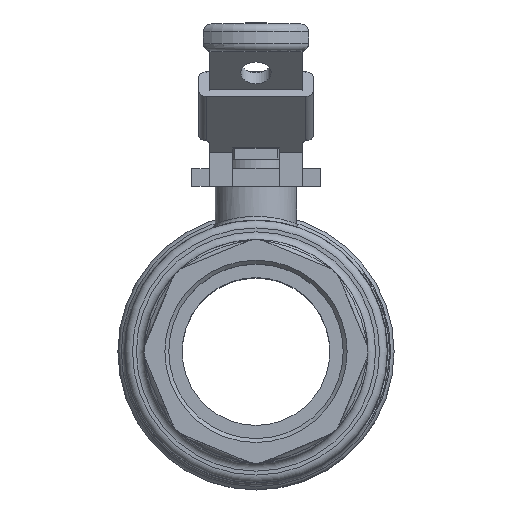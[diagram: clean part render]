
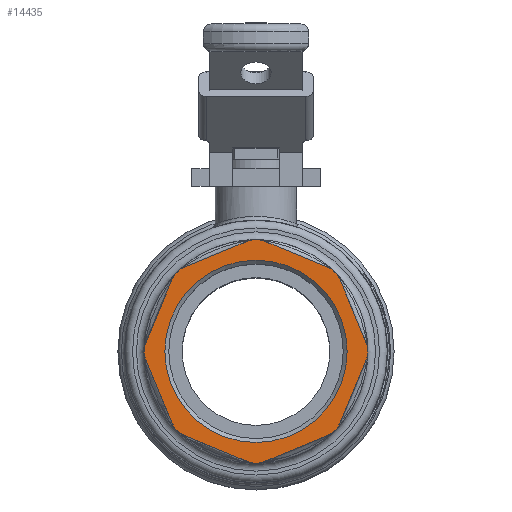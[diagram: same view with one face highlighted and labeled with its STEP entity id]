
A CAD part, top view. The second image highlights one B-rep face of the part: STEP entity #14435.
In plain terms, the highlighted planar face has unit normal (0, 0, 1).
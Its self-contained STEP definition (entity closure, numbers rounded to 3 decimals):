
#442=FACE_BOUND('',#4782,.T.);
#1354=PLANE('',#15365);
#1826=LINE('',#19754,#2917);
#1827=LINE('',#19758,#2918);
#1828=LINE('',#19762,#2919);
#1829=LINE('',#19766,#2920);
#1830=LINE('',#19770,#2921);
#1831=LINE('',#19774,#2922);
#1832=LINE('',#19778,#2923);
#1833=LINE('',#19782,#2924);
#2917=VECTOR('',#16437,10.);
#2918=VECTOR('',#16440,10.);
#2919=VECTOR('',#16443,10.);
#2920=VECTOR('',#16446,10.);
#2921=VECTOR('',#16449,10.);
#2922=VECTOR('',#16452,10.);
#2923=VECTOR('',#16455,10.);
#2924=VECTOR('',#16458,10.);
#3958=FACE_OUTER_BOUND('',#4781,.T.);
#4781=EDGE_LOOP('',(#9998,#9999,#10000,#10001,#10002,#10003,#10004,#10005,
#10006,#10007,#10008,#10009,#10010,#10011,#10012,#10013));
#4782=EDGE_LOOP('',(#10014));
#5628=CIRCLE('',#15359,23.423);
#5633=CIRCLE('',#15366,6.);
#5634=CIRCLE('',#15367,6.);
#5635=CIRCLE('',#15368,6.);
#5636=CIRCLE('',#15369,6.);
#5637=CIRCLE('',#15370,6.);
#5638=CIRCLE('',#15371,6.);
#5639=CIRCLE('',#15372,6.);
#5640=CIRCLE('',#15373,6.);
#6138=VERTEX_POINT('',#19738);
#6143=VERTEX_POINT('',#19752);
#6144=VERTEX_POINT('',#19753);
#6145=VERTEX_POINT('',#19755);
#6146=VERTEX_POINT('',#19757);
#6147=VERTEX_POINT('',#19759);
#6148=VERTEX_POINT('',#19761);
#6149=VERTEX_POINT('',#19763);
#6150=VERTEX_POINT('',#19765);
#6151=VERTEX_POINT('',#19767);
#6152=VERTEX_POINT('',#19769);
#6153=VERTEX_POINT('',#19771);
#6154=VERTEX_POINT('',#19773);
#6155=VERTEX_POINT('',#19775);
#6156=VERTEX_POINT('',#19777);
#6157=VERTEX_POINT('',#19779);
#6158=VERTEX_POINT('',#19781);
#7623=EDGE_CURVE('',#6138,#6138,#5628,.T.);
#7630=EDGE_CURVE('',#6143,#6144,#1826,.T.);
#7631=EDGE_CURVE('',#6144,#6145,#5633,.T.);
#7632=EDGE_CURVE('',#6145,#6146,#1827,.T.);
#7633=EDGE_CURVE('',#6146,#6147,#5634,.T.);
#7634=EDGE_CURVE('',#6147,#6148,#1828,.T.);
#7635=EDGE_CURVE('',#6148,#6149,#5635,.T.);
#7636=EDGE_CURVE('',#6149,#6150,#1829,.T.);
#7637=EDGE_CURVE('',#6150,#6151,#5636,.T.);
#7638=EDGE_CURVE('',#6151,#6152,#1830,.T.);
#7639=EDGE_CURVE('',#6152,#6153,#5637,.T.);
#7640=EDGE_CURVE('',#6153,#6154,#1831,.T.);
#7641=EDGE_CURVE('',#6154,#6155,#5638,.T.);
#7642=EDGE_CURVE('',#6155,#6156,#1832,.T.);
#7643=EDGE_CURVE('',#6156,#6157,#5639,.T.);
#7644=EDGE_CURVE('',#6157,#6158,#1833,.T.);
#7645=EDGE_CURVE('',#6158,#6143,#5640,.T.);
#9998=ORIENTED_EDGE('',*,*,#7630,.T.);
#9999=ORIENTED_EDGE('',*,*,#7631,.T.);
#10000=ORIENTED_EDGE('',*,*,#7632,.T.);
#10001=ORIENTED_EDGE('',*,*,#7633,.T.);
#10002=ORIENTED_EDGE('',*,*,#7634,.T.);
#10003=ORIENTED_EDGE('',*,*,#7635,.T.);
#10004=ORIENTED_EDGE('',*,*,#7636,.T.);
#10005=ORIENTED_EDGE('',*,*,#7637,.T.);
#10006=ORIENTED_EDGE('',*,*,#7638,.T.);
#10007=ORIENTED_EDGE('',*,*,#7639,.T.);
#10008=ORIENTED_EDGE('',*,*,#7640,.T.);
#10009=ORIENTED_EDGE('',*,*,#7641,.T.);
#10010=ORIENTED_EDGE('',*,*,#7642,.T.);
#10011=ORIENTED_EDGE('',*,*,#7643,.T.);
#10012=ORIENTED_EDGE('',*,*,#7644,.T.);
#10013=ORIENTED_EDGE('',*,*,#7645,.T.);
#10014=ORIENTED_EDGE('',*,*,#7623,.F.);
#14435=ADVANCED_FACE('',(#3958,#442),#1354,.T.);
#15359=AXIS2_PLACEMENT_3D('',#19739,#16421,#16422);
#15365=AXIS2_PLACEMENT_3D('',#19751,#16435,#16436);
#15366=AXIS2_PLACEMENT_3D('',#19756,#16438,#16439);
#15367=AXIS2_PLACEMENT_3D('',#19760,#16441,#16442);
#15368=AXIS2_PLACEMENT_3D('',#19764,#16444,#16445);
#15369=AXIS2_PLACEMENT_3D('',#19768,#16447,#16448);
#15370=AXIS2_PLACEMENT_3D('',#19772,#16450,#16451);
#15371=AXIS2_PLACEMENT_3D('',#19776,#16453,#16454);
#15372=AXIS2_PLACEMENT_3D('',#19780,#16456,#16457);
#15373=AXIS2_PLACEMENT_3D('',#19783,#16459,#16460);
#16421=DIRECTION('center_axis',(0.,0.,1.));
#16422=DIRECTION('ref_axis',(-1.,0.,0.));
#16435=DIRECTION('center_axis',(0.,0.,1.));
#16436=DIRECTION('ref_axis',(1.,0.,0.));
#16437=DIRECTION('',(-0.924,-0.383,0.));
#16438=DIRECTION('center_axis',(0.,0.,1.));
#16439=DIRECTION('ref_axis',(-0.383,0.924,0.));
#16440=DIRECTION('',(-0.383,-0.924,0.));
#16441=DIRECTION('center_axis',(0.,0.,1.));
#16442=DIRECTION('ref_axis',(-0.924,0.383,0.));
#16443=DIRECTION('',(0.383,-0.924,0.));
#16444=DIRECTION('center_axis',(0.,0.,1.));
#16445=DIRECTION('ref_axis',(-0.924,-0.383,0.));
#16446=DIRECTION('',(0.924,-0.383,0.));
#16447=DIRECTION('center_axis',(0.,0.,1.));
#16448=DIRECTION('ref_axis',(-0.383,-0.924,0.));
#16449=DIRECTION('',(0.924,0.383,0.));
#16450=DIRECTION('center_axis',(0.,0.,1.));
#16451=DIRECTION('ref_axis',(0.383,-0.924,0.));
#16452=DIRECTION('',(0.383,0.924,0.));
#16453=DIRECTION('center_axis',(0.,0.,1.));
#16454=DIRECTION('ref_axis',(0.924,-0.383,0.));
#16455=DIRECTION('',(-0.383,0.924,0.));
#16456=DIRECTION('center_axis',(0.,0.,1.));
#16457=DIRECTION('ref_axis',(0.924,0.383,0.));
#16458=DIRECTION('',(-0.924,0.383,0.));
#16459=DIRECTION('center_axis',(0.,0.,1.));
#16460=DIRECTION('ref_axis',(0.383,0.924,0.));
#19738=CARTESIAN_POINT('',(23.423,0.,76.2));
#19739=CARTESIAN_POINT('Origin',(0.,0.,76.2));
#19751=CARTESIAN_POINT('Origin',(0.,0.,
76.2));
#19752=CARTESIAN_POINT('',(-2.296,28.274,76.2));
#19753=CARTESIAN_POINT('',(-18.369,21.616,76.2));
#19754=CARTESIAN_POINT('',(-2.296,28.274,76.2));
#19755=CARTESIAN_POINT('',(-21.616,18.369,76.2));
#19756=CARTESIAN_POINT('Origin',(-16.073,16.073,76.2));
#19757=CARTESIAN_POINT('',(-28.274,2.296,76.2));
#19758=CARTESIAN_POINT('',(-21.616,18.369,76.2));
#19759=CARTESIAN_POINT('',(-28.274,-2.296,76.2));
#19760=CARTESIAN_POINT('Origin',(-22.73,0.,
76.2));
#19761=CARTESIAN_POINT('',(-21.616,-18.369,76.2));
#19762=CARTESIAN_POINT('',(-28.274,-2.296,76.2));
#19763=CARTESIAN_POINT('',(-18.369,-21.616,76.2));
#19764=CARTESIAN_POINT('Origin',(-16.073,-16.073,76.2));
#19765=CARTESIAN_POINT('',(-2.296,-28.274,76.2));
#19766=CARTESIAN_POINT('',(-18.369,-21.616,76.2));
#19767=CARTESIAN_POINT('',(2.296,-28.274,76.2));
#19768=CARTESIAN_POINT('Origin',(0.,-22.73,
76.2));
#19769=CARTESIAN_POINT('',(18.369,-21.616,76.2));
#19770=CARTESIAN_POINT('',(2.296,-28.274,76.2));
#19771=CARTESIAN_POINT('',(21.616,-18.369,76.2));
#19772=CARTESIAN_POINT('Origin',(16.073,-16.073,76.2));
#19773=CARTESIAN_POINT('',(28.274,-2.296,76.2));
#19774=CARTESIAN_POINT('',(21.616,-18.369,76.2));
#19775=CARTESIAN_POINT('',(28.274,2.296,76.2));
#19776=CARTESIAN_POINT('Origin',(22.73,0.,
76.2));
#19777=CARTESIAN_POINT('',(21.616,18.369,76.2));
#19778=CARTESIAN_POINT('',(28.274,2.296,76.2));
#19779=CARTESIAN_POINT('',(18.369,21.616,76.2));
#19780=CARTESIAN_POINT('Origin',(16.073,16.073,76.2));
#19781=CARTESIAN_POINT('',(2.296,28.274,76.2));
#19782=CARTESIAN_POINT('',(18.369,21.616,76.2));
#19783=CARTESIAN_POINT('Origin',(0.,22.73,
76.2));
